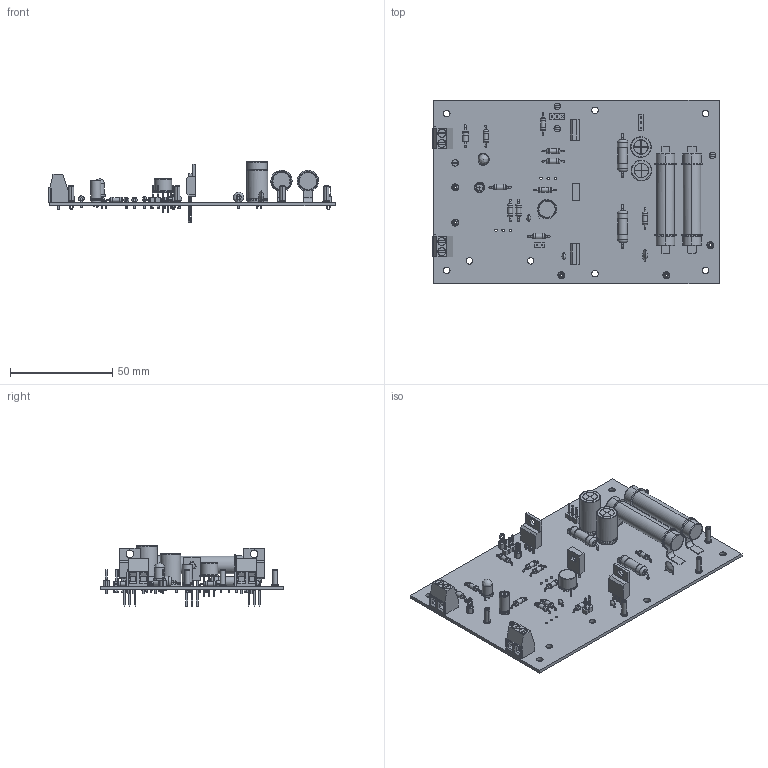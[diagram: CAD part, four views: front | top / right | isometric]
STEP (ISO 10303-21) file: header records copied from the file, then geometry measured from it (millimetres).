
FILE_DESCRIPTION(('KiCad electronic assembly'),'2;1');
FILE_NAME('amplif de putere.step','2023-02-05T09:24:17',('Pcbnew'),( 'Kicad'),'Open CASCADE STEP processor 7.6','KiCad to STEP converter' ,'Unknown');
FILE_SCHEMA(('AUTOMOTIVE_DESIGN { 1 0 10303 214 1 1 1 1 }'));
Length unit declared in the file: millimetre
Products named in the file (38): amplif de putere 1; C_Radial_D10.0mm_H16.0mm_P5.00mm; SOLID; R_Axial_DIN0207_L6.3mm_D2.5mm_P10.16mm_Horizontal; CustomPinHeader; R_Axial_DIN0516_L15.5mm_D5.0mm_P20.32mm_Horizontal; PinHeader_1x03_P2.54mm_Vertical; 5013--3DModel-STEP-56544; COMPOUND; power resistor; C_Radial_D5.0mm_H11.0mm_P2.00mm; TO-220-3_Vertical; TerminalBlock_Phoenix_MKDS-1,5-2_1x02_P5.00mm_Horizontal; C_Radial_D10.0mm_H20.0mm_P5.00mm; D_DO-41_SOD81_P10.16mm_Horizontal; C_Disc_D3.0mm_W2.0mm_P2.50mm; TO-126-3_Vertical; PinHeader_1x02_P2.54mm_Vertical; C_Disc_D6.0mm_W2.5mm_P5.00mm; LED_D5.0mm; TO-39-3; amplif de putere PCB
Assembly tree (59 placements, depth 3):
  amplif de putere 1
    C_Radial_D10.0mm_H16.0mm_P5.00mm
      SOLID
    R_Axial_DIN0207_L6.3mm_D2.5mm_P10.16mm_Horizontal  x10
      SOLID
    CustomPinHeader  x5
      SOLID
    R_Axial_DIN0516_L15.5mm_D5.0mm_P20.32mm_Horizontal  x2
      SOLID
    PinHeader_1x03_P2.54mm_Vertical  x2
      SOLID
    5013--3DModel-STEP-56544  x4
      COMPOUND
    power resistor  x2
      SOLID
    C_Radial_D5.0mm_H11.0mm_P2.00mm
      SOLID
    TO-220-3_Vertical  x2
      SOLID
    TerminalBlock_Phoenix_MKDS-1,5-2_1x02_P5.00mm_Horizontal  x2
      SOLID
    C_Radial_D10.0mm_H20.0mm_P5.00mm
      SOLID
    D_DO-41_SOD81_P10.16mm_Horizontal
      SOLID
    C_Disc_D3.0mm_W2.0mm_P2.50mm  x2
      SOLID
    TO-126-3_Vertical
      SOLID
    PinHeader_1x02_P2.54mm_Vertical
      SOLID
    C_Disc_D6.0mm_W2.5mm_P5.00mm
      SOLID
    LED_D5.0mm
      SOLID
    TO-39-3
      SOLID
    amplif de putere PCB
Bounding box: 140.19 x 90 x 29.75 mm (x, y, z)
Volume: 33689.8 mm3; surface area: 39457.5 mm2
Topology: 45 solids, 48 shells, 1544 faces, 3463 edges, 2124 vertices
Faces by surface type: bspline 1451, cylinder 87, plane 6
Full cylindrical faces by diameter (mm): 0.7 x3, 0.8 x32, 0.9 x2, 1 x11, 1.1 x8, 1.2 x10, 1.3 x4, 1.6 x4, 2.52 x5, 3.2 x8
Entity records: 52425 total; most frequent: CARTESIAN_POINT 21795, B_SPLINE_CURVE_WITH_KNOTS 4029, ORIENTED_EDGE 3674, PCURVE 3674, DEFINITIONAL_REPRESENTATION 3674, EDGE_CURVE 1837, SURFACE_CURVE 1654, VERTEX_POINT 1163
